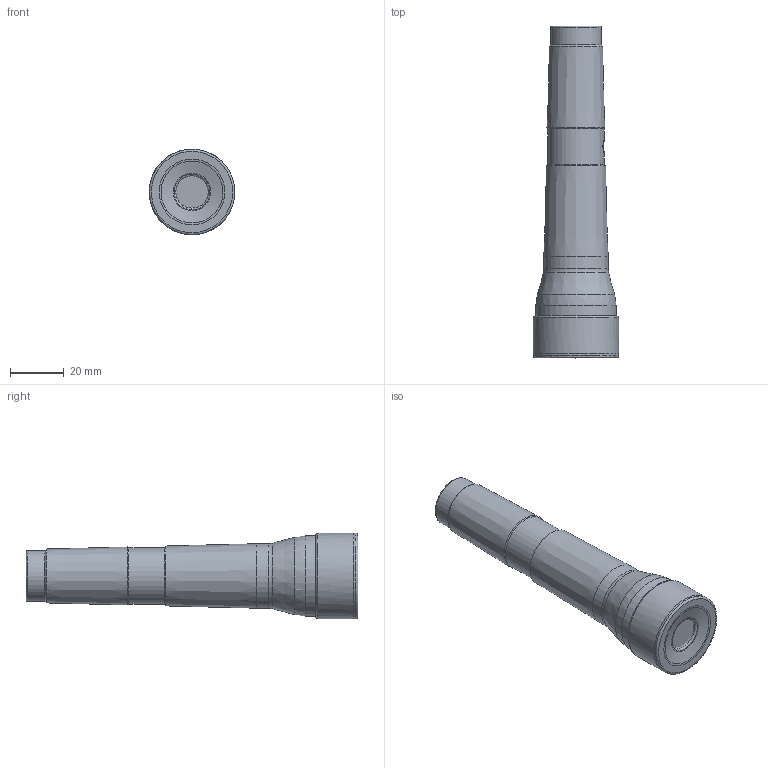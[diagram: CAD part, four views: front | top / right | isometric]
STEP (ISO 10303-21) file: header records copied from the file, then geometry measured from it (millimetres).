
FILE_DESCRIPTION(/* description */ (''),/* implementation_level */ '2;1');
FILE_NAME(/* name */ '202766131ndi000_00.stp',/* time_stamp */ '2019-12-19T09:08:57+01:00',/* author */ (''),/* organization */ (''),/* preprocessor_version */ 'ST-DEVELOPER v16.7',/* originating_system */ 'SIEMENS PLM Software NX 12.0',/* authorisation */ '');
FILE_SCHEMA (('AUTOMOTIVE_DESIGN { 1 0 10303 214 3 1 1 1 }'));
Length unit declared in the file: millimetre
Products named in the file (1): mp5422546AA4r9mc
Bounding box: 31.96 x 124 x 31.96 mm (x, y, z)
Volume: 61096.8 mm3; surface area: 15666.2 mm2
Topology: 2 solids, 2 shells, 48 faces, 110 edges, 65 vertices
Faces by surface type: revolution 15, cone 12, cylinder 8, torus 7, plane 5, sphere 1
Full cylindrical faces by diameter (mm): 5 x2, 10.3 x1, 13 x1, 19 x1, 21 x1, 24.076 x1, 30 x1
Entity records: 1323 total; most frequent: CARTESIAN_POINT 455, DIRECTION 173, ORIENTED_EDGE 98, FACE_BOUND 96, EDGE_LOOP 96, AXIS2_PLACEMENT_3D 79, VERTEX_POINT 50, EDGE_CURVE 49
